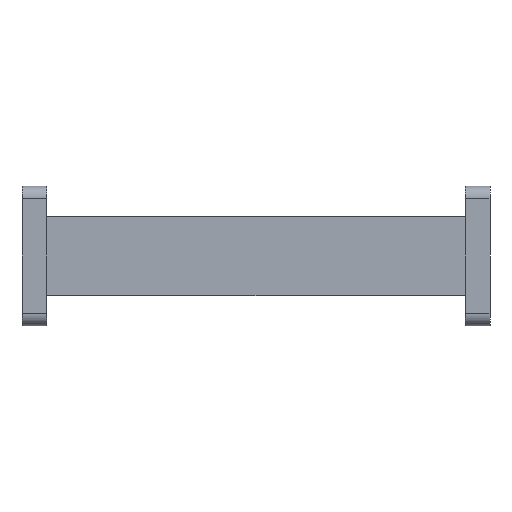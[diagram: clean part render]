
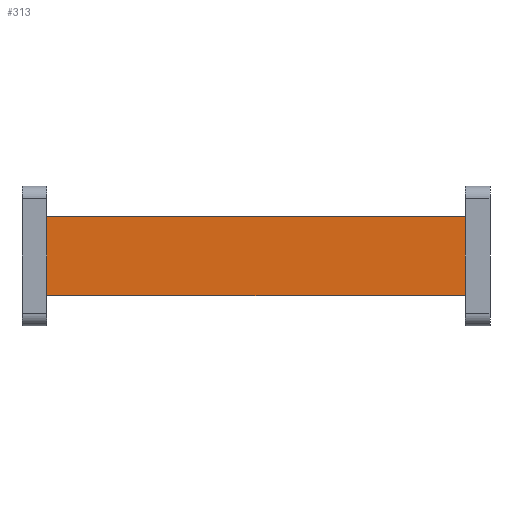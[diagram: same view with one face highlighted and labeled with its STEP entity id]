
A CAD part, front view. The second image highlights one B-rep face of the part: STEP entity #313.
In plain terms, the highlighted planar face has unit normal (0, -1, 0).
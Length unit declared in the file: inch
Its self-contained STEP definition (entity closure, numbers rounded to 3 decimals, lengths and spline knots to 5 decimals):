
#9 = VERTEX_POINT ( 'NONE', #676 ) ;
#49 = EDGE_CURVE ( 'NONE', #1262, #1133, #1139, .T. ) ;
#77 = PLANE ( 'NONE',  #171 ) ;
#95 = ORIENTED_EDGE ( 'NONE', *, *, #917, .T. ) ;
#112 = CARTESIAN_POINT ( 'NONE',  ( -1.3189, -0.1378, 0. ) ) ;
#124 = ORIENTED_EDGE ( 'NONE', *, *, #49, .F. ) ;
#171 = AXIS2_PLACEMENT_3D ( 'NONE', #1223, #514, #182 ) ;
#182 = DIRECTION ( 'NONE',  ( 1., 0., 0. ) ) ;
#192 = ORIENTED_EDGE ( 'NONE', *, *, #1374, .F. ) ;
#258 = VERTEX_POINT ( 'NONE', #768 ) ;
#264 = DIRECTION ( 'NONE',  ( 1., 0., 0. ) ) ;
#313 = ADVANCED_FACE ( 'NONE', ( #644 ), #77, .F. ) ;
#324 = ORIENTED_EDGE ( 'NONE', *, *, #1442, .T. ) ;
#487 = CARTESIAN_POINT ( 'NONE',  ( 1.3189, -0.1378, 0.25 ) ) ;
#488 = VECTOR ( 'NONE', #264, 39.37008 ) ;
#503 = CARTESIAN_POINT ( 'NONE',  ( -1.3189, -0.1378, 0.25 ) ) ;
#514 = DIRECTION ( 'NONE',  ( 0., 1., 0. ) ) ;
#538 = CARTESIAN_POINT ( 'NONE',  ( -1.3189, -0.1378, -0.25 ) ) ;
#644 = FACE_OUTER_BOUND ( 'NONE', #1155, .T. ) ;
#676 = CARTESIAN_POINT ( 'NONE',  ( 1.3189, -0.1378, -0.25 ) ) ;
#702 = DIRECTION ( 'NONE',  ( 0., 0., 1. ) ) ;
#740 = LINE ( 'NONE', #1207, #957 ) ;
#746 = CARTESIAN_POINT ( 'NONE',  ( -1.47638, -0.1378, 0.25 ) ) ;
#768 = CARTESIAN_POINT ( 'NONE',  ( 1.3189, -0.1378, 0.25 ) ) ;
#917 = EDGE_CURVE ( 'NONE', #9, #258, #966, .T. ) ;
#953 = VECTOR ( 'NONE', #702, 39.37008 ) ;
#957 = VECTOR ( 'NONE', #1292, 39.37008 ) ;
#966 = LINE ( 'NONE', #487, #953 ) ;
#1116 = VECTOR ( 'NONE', #1493, 39.37008 ) ;
#1133 = VERTEX_POINT ( 'NONE', #503 ) ;
#1139 = LINE ( 'NONE', #112, #1116 ) ;
#1155 = EDGE_LOOP ( 'NONE', ( #124, #324, #95, #192 ) ) ;
#1207 = CARTESIAN_POINT ( 'NONE',  ( -1.47638, -0.1378, -0.25 ) ) ;
#1223 = CARTESIAN_POINT ( 'NONE',  ( -1.47638, -0.1378, 0.25 ) ) ;
#1262 = VERTEX_POINT ( 'NONE', #538 ) ;
#1292 = DIRECTION ( 'NONE',  ( 1., 0., 0. ) ) ;
#1374 = EDGE_CURVE ( 'NONE', #1133, #258, #1415, .T. ) ;
#1415 = LINE ( 'NONE', #746, #488 ) ;
#1442 = EDGE_CURVE ( 'NONE', #1262, #9, #740, .T. ) ;
#1493 = DIRECTION ( 'NONE',  ( 0., 0., 1. ) ) ;
